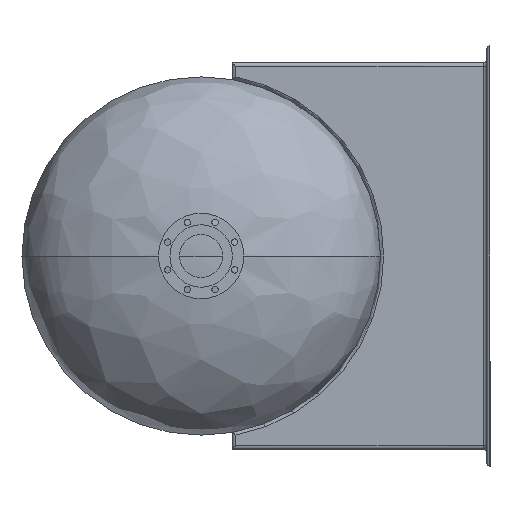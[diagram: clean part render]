
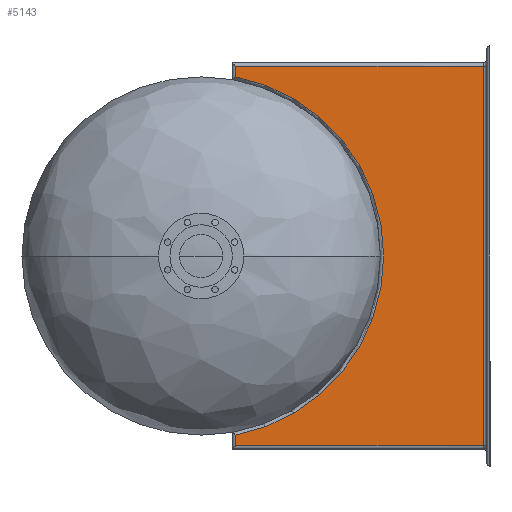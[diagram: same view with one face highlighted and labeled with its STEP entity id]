
A CAD part, left-side view. The second image highlights one B-rep face of the part: STEP entity #5143.
In plain terms, the highlighted planar face has unit normal (-1, 0, 0).
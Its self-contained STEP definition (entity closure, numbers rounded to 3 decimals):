
#37 = CARTESIAN_POINT ( 'NONE',  ( -1400., -840., 575.296 ) ) ;
#462 = EDGE_CURVE ( 'NONE', #3276, #4238, #5501, .T. ) ;
#802 = EDGE_LOOP ( 'NONE', ( #3691, #5579, #5421, #4938, #1437, #4802 ) ) ;
#900 = CARTESIAN_POINT ( 'NONE',  ( -1400., -102.624, 533.621 ) ) ;
#986 = DIRECTION ( 'NONE',  ( 0., -1., 0. ) ) ;
#1000 = EDGE_CURVE ( 'NONE', #4238, #1016, #1954, .T. ) ;
#1016 = VERTEX_POINT ( 'NONE', #900 ) ;
#1342 = CARTESIAN_POINT ( 'NONE',  ( -1400., -158.3, -1399.707 ) ) ;
#1432 = PLANE ( 'NONE',  #1660 ) ;
#1437 = ORIENTED_EDGE ( 'NONE', *, *, #462, .T. ) ;
#1494 = VECTOR ( 'NONE', #2877, 1000. ) ;
#1582 = CARTESIAN_POINT ( 'NONE',  ( -1400., -102.624, -1399.707 ) ) ;
#1660 = AXIS2_PLACEMENT_3D ( 'NONE', #1342, #4845, #3376 ) ;
#1862 = EDGE_CURVE ( 'NONE', #1016, #5962, #5887, .T. ) ;
#1882 = FACE_OUTER_BOUND ( 'NONE', #802, .T. ) ;
#1900 = EDGE_CURVE ( 'NONE', #1996, #3276, #4795, .T. ) ;
#1954 = LINE ( 'NONE', #3956, #1494 ) ;
#1996 = VERTEX_POINT ( 'NONE', #4990 ) ;
#2053 = VECTOR ( 'NONE', #2088, 1000. ) ;
#2088 = DIRECTION ( 'NONE',  ( 0., 0., -1. ) ) ;
#2114 = CARTESIAN_POINT ( 'NONE',  ( -1400., -102.624, 565.296 ) ) ;
#2387 = CARTESIAN_POINT ( 'NONE',  ( -1400., -102.624, -533.621 ) ) ;
#2486 = CARTESIAN_POINT ( 'NONE',  ( -1400., -102.624, -565.296 ) ) ;
#2877 = DIRECTION ( 'NONE',  ( 0., 0., -1. ) ) ;
#2938 = DIRECTION ( 'NONE',  ( 0., 0., 1. ) ) ;
#3276 = VERTEX_POINT ( 'NONE', #4354 ) ;
#3376 = DIRECTION ( 'NONE',  ( 0., 0., -1. ) ) ;
#3406 = LINE ( 'NONE', #5351, #6038 ) ;
#3588 = CARTESIAN_POINT ( 'NONE',  ( -1400., -158.3, 565.296 ) ) ;
#3691 = ORIENTED_EDGE ( 'NONE', *, *, #1862, .T. ) ;
#3738 = VECTOR ( 'NONE', #2938, 1000. ) ;
#3829 = DIRECTION ( 'NONE',  ( 0., 0., -1. ) ) ;
#3956 = CARTESIAN_POINT ( 'NONE',  ( -1400., -102.624, -1399.707 ) ) ;
#4238 = VERTEX_POINT ( 'NONE', #2114 ) ;
#4347 = DIRECTION ( 'NONE',  ( 1., 0., 0. ) ) ;
#4354 = CARTESIAN_POINT ( 'NONE',  ( -1400., -840., 565.296 ) ) ;
#4518 = LINE ( 'NONE', #1582, #2053 ) ;
#4577 = VERTEX_POINT ( 'NONE', #2486 ) ;
#4795 = LINE ( 'NONE', #37, #3738 ) ;
#4802 = ORIENTED_EDGE ( 'NONE', *, *, #1000, .T. ) ;
#4845 = DIRECTION ( 'NONE',  ( 1., 0., 0. ) ) ;
#4938 = ORIENTED_EDGE ( 'NONE', *, *, #1900, .T. ) ;
#4990 = CARTESIAN_POINT ( 'NONE',  ( -1400., -840., -565.296 ) ) ;
#5059 = DIRECTION ( 'NONE',  ( 0., 1., 0. ) ) ;
#5117 = VECTOR ( 'NONE', #5059, 1000. ) ;
#5143 = ADVANCED_FACE ( 'NONE', ( #1882 ), #1432, .F. ) ;
#5214 = EDGE_CURVE ( 'NONE', #4577, #1996, #3406, .T. ) ;
#5351 = CARTESIAN_POINT ( 'NONE',  ( -1400., -158.3, -565.296 ) ) ;
#5421 = ORIENTED_EDGE ( 'NONE', *, *, #5214, .T. ) ;
#5501 = LINE ( 'NONE', #3588, #5117 ) ;
#5579 = ORIENTED_EDGE ( 'NONE', *, *, #6223, .T. ) ;
#5887 = CIRCLE ( 'NONE', #5990, 543.4 ) ;
#5962 = VERTEX_POINT ( 'NONE', #2387 ) ;
#5990 = AXIS2_PLACEMENT_3D ( 'NONE', #6295, #4347, #3829 ) ;
#6038 = VECTOR ( 'NONE', #986, 1000. ) ;
#6223 = EDGE_CURVE ( 'NONE', #5962, #4577, #4518, .T. ) ;
#6295 = CARTESIAN_POINT ( 'NONE',  ( -1400., 0., 0. ) ) ;
